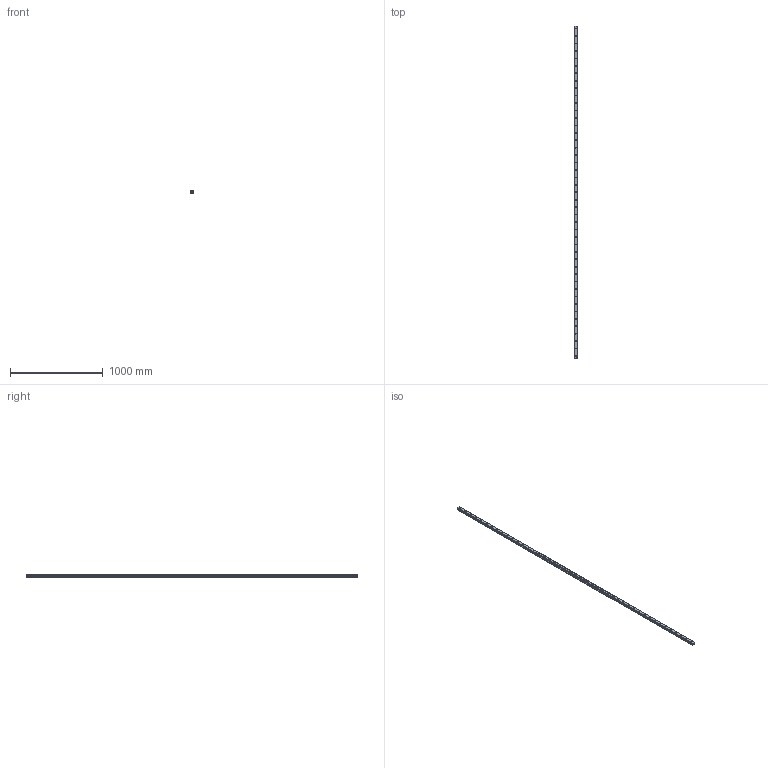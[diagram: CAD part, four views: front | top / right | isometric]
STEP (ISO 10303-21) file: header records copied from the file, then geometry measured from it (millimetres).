
FILE_DESCRIPTION(('STEP AP214'),'1');
FILE_NAME('cctmp_4153E117-92B2-4E2C-8E02-638146F6B227_2020_7_1_12_46_54_814..stp','2020-07-01T10:46:55',('HIWIN GmbH'),('CADClick - www.CADClick.com'),'Spatial InterOp 3D',' ','unknown authorization');
FILE_SCHEMA(('AUTOMOTIVE_DESIGN'));
Length unit declared in the file: millimetre
Products named in the file (1): HGR35R3570H_FILE
Bounding box: 34 x 3570 x 29 mm (x, y, z)
Volume: 2916326.6 mm3; surface area: 517108.8 mm2
Topology: 1 solids, 1 shells, 520 faces, 1137 edges, 758 vertices
Faces by surface type: cylinder 292, plane 228
Entity records: 18689 total; most frequent: DIRECTION 2763, CARTESIAN_POINT 2416, ORIENTED_EDGE 2274, EDGE_CURVE 1137, AXIS2_PLACEMENT_3D 1105, VERTEX_POINT 758, EDGE_LOOP 659, CIRCLE 584
